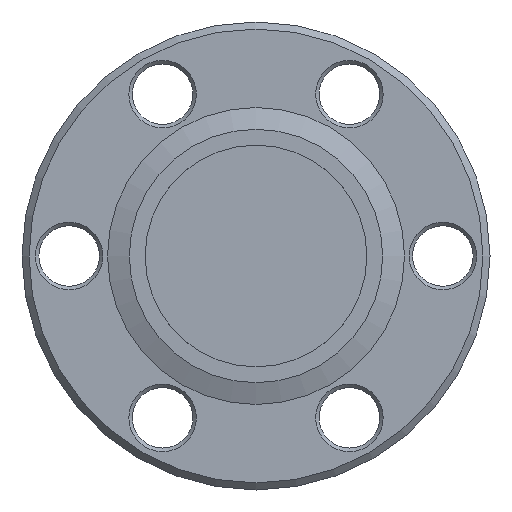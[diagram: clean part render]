
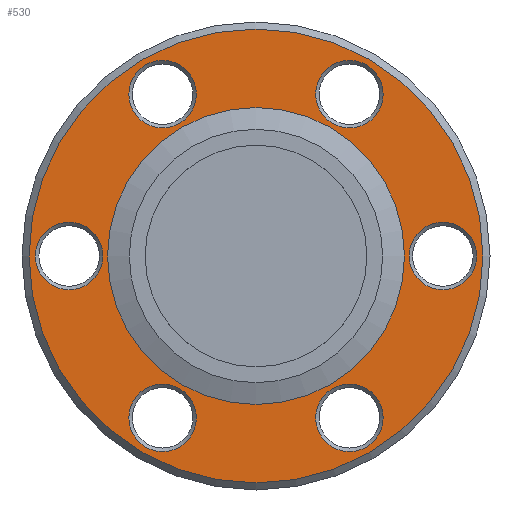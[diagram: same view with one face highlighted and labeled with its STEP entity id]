
A CAD part, front view. The second image highlights one B-rep face of the part: STEP entity #530.
In plain terms, the highlighted planar face has unit normal (0, -1, 0).
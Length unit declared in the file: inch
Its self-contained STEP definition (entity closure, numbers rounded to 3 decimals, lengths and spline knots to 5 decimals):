
#21=PLANE('',#641);
#87=FACE_BOUND('',#224,.T.);
#88=FACE_BOUND('',#225,.T.);
#89=FACE_BOUND('',#226,.T.);
#90=FACE_BOUND('',#227,.T.);
#91=FACE_BOUND('',#228,.T.);
#92=FACE_BOUND('',#229,.T.);
#93=FACE_BOUND('',#230,.T.);
#134=FACE_OUTER_BOUND('',#223,.T.);
#223=EDGE_LOOP('',(#463));
#224=EDGE_LOOP('',(#464));
#225=EDGE_LOOP('',(#465));
#226=EDGE_LOOP('',(#466));
#227=EDGE_LOOP('',(#467));
#228=EDGE_LOOP('',(#468));
#229=EDGE_LOOP('',(#469));
#230=EDGE_LOOP('',(#470));
#233=CIRCLE('',#554,0.645);
#240=CIRCLE('',#564,0.096);
#244=CIRCLE('',#570,0.096);
#248=CIRCLE('',#576,0.096);
#252=CIRCLE('',#582,0.096);
#256=CIRCLE('',#588,0.096);
#260=CIRCLE('',#599,0.096);
#262=CIRCLE('',#603,0.422);
#281=VERTEX_POINT('',#830);
#288=VERTEX_POINT('',#847);
#292=VERTEX_POINT('',#857);
#296=VERTEX_POINT('',#867);
#300=VERTEX_POINT('',#877);
#304=VERTEX_POINT('',#887);
#308=VERTEX_POINT('',#902);
#310=VERTEX_POINT('',#908);
#329=EDGE_CURVE('',#281,#281,#233,.T.);
#336=EDGE_CURVE('',#288,#288,#240,.T.);
#340=EDGE_CURVE('',#292,#292,#244,.T.);
#344=EDGE_CURVE('',#296,#296,#248,.T.);
#348=EDGE_CURVE('',#300,#300,#252,.T.);
#352=EDGE_CURVE('',#304,#304,#256,.T.);
#356=EDGE_CURVE('',#308,#308,#260,.T.);
#358=EDGE_CURVE('',#310,#310,#262,.T.);
#463=ORIENTED_EDGE('',*,*,#329,.T.);
#464=ORIENTED_EDGE('',*,*,#336,.T.);
#465=ORIENTED_EDGE('',*,*,#340,.T.);
#466=ORIENTED_EDGE('',*,*,#344,.T.);
#467=ORIENTED_EDGE('',*,*,#348,.T.);
#468=ORIENTED_EDGE('',*,*,#352,.T.);
#469=ORIENTED_EDGE('',*,*,#356,.T.);
#470=ORIENTED_EDGE('',*,*,#358,.F.);
#530=ADVANCED_FACE('',(#134,#87,#88,#89,#90,#91,#92,#93),#21,.T.);
#554=AXIS2_PLACEMENT_3D('',#831,#648,#649);
#564=AXIS2_PLACEMENT_3D('',#848,#668,#669);
#570=AXIS2_PLACEMENT_3D('',#858,#680,#681);
#576=AXIS2_PLACEMENT_3D('',#868,#692,#693);
#582=AXIS2_PLACEMENT_3D('',#878,#704,#705);
#588=AXIS2_PLACEMENT_3D('',#888,#716,#717);
#599=AXIS2_PLACEMENT_3D('',#903,#738,#739);
#603=AXIS2_PLACEMENT_3D('',#909,#746,#747);
#641=AXIS2_PLACEMENT_3D('',#965,#822,#823);
#648=DIRECTION('center_axis',(0.,-1.,0.));
#649=DIRECTION('ref_axis',(0.,0.,-1.));
#668=DIRECTION('center_axis',(0.,1.,0.));
#669=DIRECTION('ref_axis',(0.,0.,-1.));
#680=DIRECTION('center_axis',(0.,1.,0.));
#681=DIRECTION('ref_axis',(0.,0.,-1.));
#692=DIRECTION('center_axis',(0.,1.,0.));
#693=DIRECTION('ref_axis',(0.,0.,-1.));
#704=DIRECTION('center_axis',(0.,1.,0.));
#705=DIRECTION('ref_axis',(0.,0.,-1.));
#716=DIRECTION('center_axis',(0.,1.,0.));
#717=DIRECTION('ref_axis',(0.,0.,-1.));
#738=DIRECTION('center_axis',(0.,1.,0.));
#739=DIRECTION('ref_axis',(0.,0.,-1.));
#746=DIRECTION('center_axis',(0.,-1.,0.));
#747=DIRECTION('ref_axis',(0.,0.,-1.));
#822=DIRECTION('center_axis',(0.,-1.,0.));
#823=DIRECTION('ref_axis',(0.,0.,-1.));
#830=CARTESIAN_POINT('',(0.,0.,0.645));
#831=CARTESIAN_POINT('Origin',(0.,0.,0.));
#847=CARTESIAN_POINT('',(0.2655,0.,0.36386));
#848=CARTESIAN_POINT('Origin',(0.2655,0.,0.45986));
#857=CARTESIAN_POINT('',(-0.2655,0.,0.36386));
#858=CARTESIAN_POINT('Origin',(-0.2655,0.,0.45986));
#867=CARTESIAN_POINT('',(-0.531,0.,-0.096));
#868=CARTESIAN_POINT('Origin',(-0.531,0.,0.));
#877=CARTESIAN_POINT('',(-0.2655,0.,-0.55586));
#878=CARTESIAN_POINT('Origin',(-0.2655,0.,-0.45986));
#887=CARTESIAN_POINT('',(0.2655,0.,-0.55586));
#888=CARTESIAN_POINT('Origin',(0.2655,0.,-0.45986));
#902=CARTESIAN_POINT('',(0.531,0.,-0.096));
#903=CARTESIAN_POINT('Origin',(0.531,0.,0.));
#908=CARTESIAN_POINT('',(0.,0.,-0.422));
#909=CARTESIAN_POINT('Origin',(0.,0.,0.));
#965=CARTESIAN_POINT('Origin',(0.422,0.,0.));
